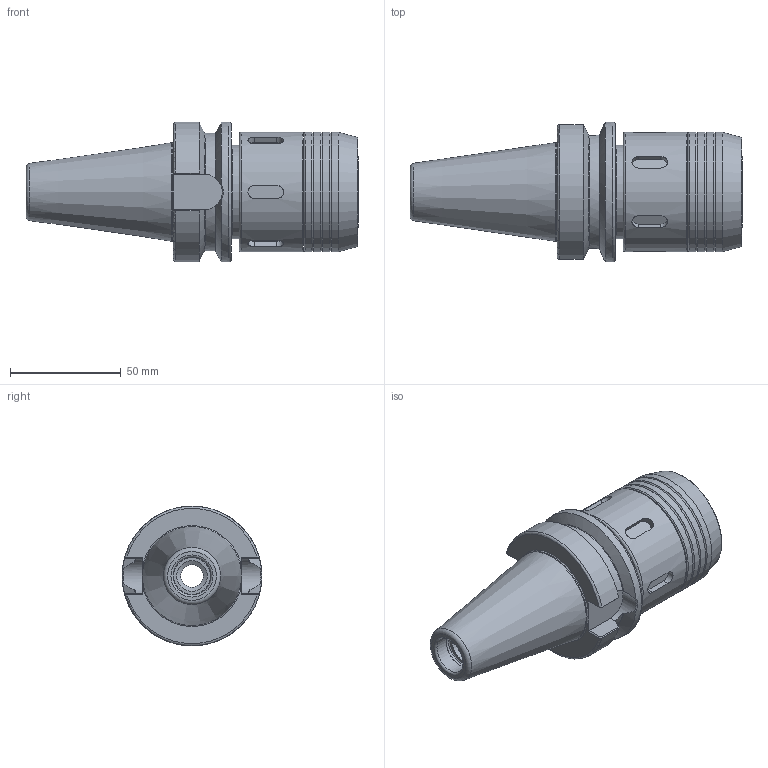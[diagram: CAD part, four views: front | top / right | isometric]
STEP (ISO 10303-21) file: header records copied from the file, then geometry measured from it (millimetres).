
FILE_DESCRIPTION(/* description */ (''),/* implementation_level */ '2;1');
FILE_NAME(/* name */ 'DBT40-BC100-0331.stp',/* time_stamp */ '2019-07-11T10:28:14-05:00',/* author */ ('ldfli'),/* organization */ (''),/* preprocessor_version */ 'ST-DEVELOPER v18',/* originating_system */ 'Autodesk Inventor LT',/* authorisation */ '');
FILE_SCHEMA (('AUTOMOTIVE_DESIGN { 1 0 10303 214 3 1 1 }'));
Length unit declared in the file: millimetre
Products named in the file (1): DBT40-BC100-0331
Bounding box: 149.6 x 63 x 63 mm (x, y, z)
Volume: 209008.2 mm3; surface area: 56568.9 mm2
Topology: 3 solids, 3 shells, 160 faces, 482 edges, 341 vertices
Faces by surface type: plane 58, cylinder 44, torus 38, bspline 10, cone 10
Full cylindrical faces by diameter (mm): 10.106 x1, 13.835 x1, 17 x1, 17.5 x1, 25.4 x1, 26 x1, 40.5 x1, 42 x1, 42.4 x1, 44.01 x2, 44.21 x2, 44.45 x1, 53.8 x5, 63 x1
Entity records: 6482 total; most frequent: CARTESIAN_POINT 2005, ORIENTED_EDGE 964, DIRECTION 945, EDGE_CURVE 482, AXIS2_PLACEMENT_3D 403, VERTEX_POINT 341, CIRCLE 252, EDGE_LOOP 179
